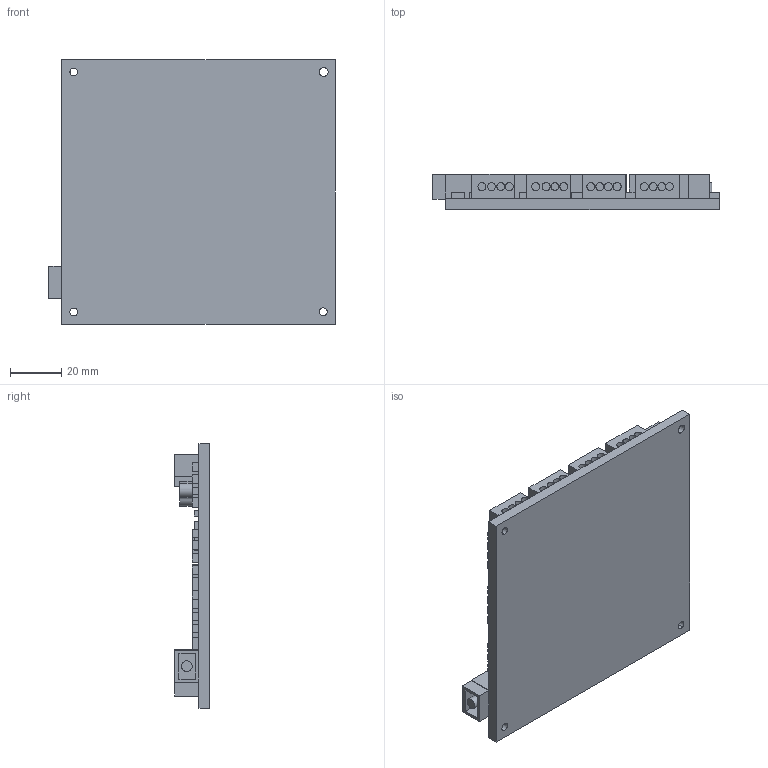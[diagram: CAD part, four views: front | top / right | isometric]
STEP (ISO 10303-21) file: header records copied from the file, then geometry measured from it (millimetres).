
FILE_DESCRIPTION(/* description */ (''),/* implementation_level */ '2;1');
FILE_NAME(/* name */ 'TinyG CNC Controller v8.STEP.stp',/* time_stamp */ '2015-05-17T14:02:17-04:00',/* author */ (''),/* organization */ (''),/* preprocessor_version */ 'ST-DEVELOPER v16.1',/* originating_system */ 'Autodesk Translation Framework v4.0.0.5211',/* authorisation */ '');
FILE_SCHEMA (('AUTOMOTIVE_DESIGN { 1 0 10303 214 3 1 1 }'));
Length unit declared in the file: centimetre
Products named in the file (3): Component16; My TinyG Enclosure Project v16; TinyG CNC Control Board v2
Assembly tree (2 placements, depth 3):
  TinyG CNC Control Board v2
    My TinyG Enclosure Project v16
      Component16
Bounding box: 112.41 x 13.59 x 103.69 mm (x, y, z)
Volume: 61770.9 mm3; surface area: 34924.6 mm2
Topology: 1 solids, 1 shells, 376 faces, 842 edges, 561 vertices
Faces by surface type: plane 333, cylinder 43
Full cylindrical faces by diameter (mm): 2.952 x1, 3.043 x1, 3.07 x1, 3.074 x1, 3.081 x1, 3.082 x1, 3.092 x1, 3.097 x1, 3.1 x1, 3.103 x1, 3.114 x1, 3.115 x1, 3.121 x1, 3.131 x1, 3.136 x1, 3.137 x1, 3.141 x1, 3.143 x1, 3.149 x1, 3.15 x1, 3.171 x1, 3.174 x1, 3.175 x2, 3.183 x1, 3.191 x1, 3.192 x2, 3.195 x1, 3.203 x1, 3.214 x1, 3.229 x1
Entity records: 10318 total; most frequent: CARTESIAN_POINT 1745, DIRECTION 1651, ORIENTED_EDGE 1606, EDGE_CURVE 803, LINE 717, VECTOR 717, VERTEX_POINT 561, EDGE_LOOP 516
